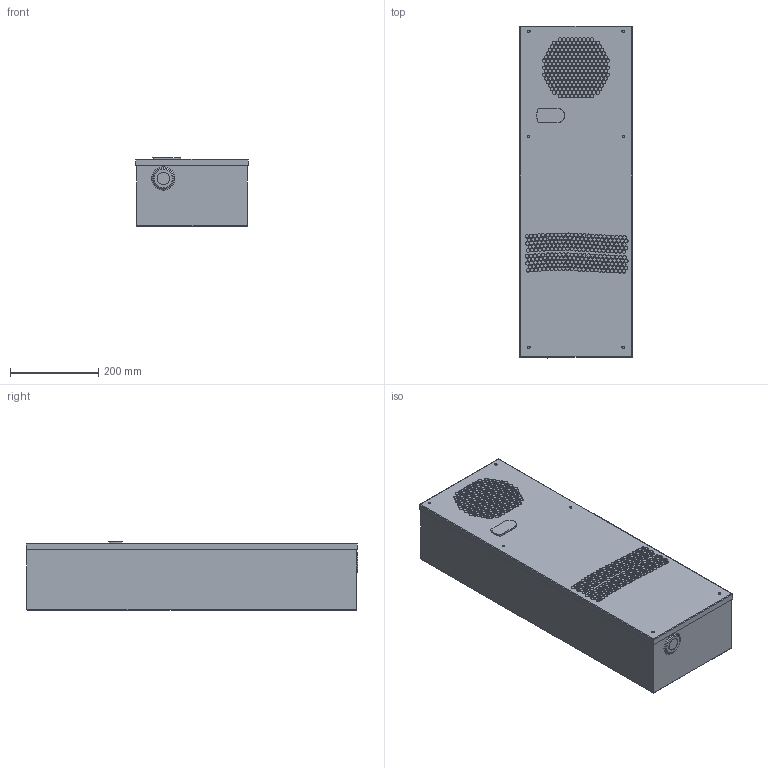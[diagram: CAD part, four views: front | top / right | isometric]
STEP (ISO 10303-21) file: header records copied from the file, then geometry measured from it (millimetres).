
FILE_DESCRIPTION (( 'STEP AP214' ), '1' );
FILE_NAME ('SCE-HE08W120V.STEP', '2024-03-27T12:57:29', ( '' ), ( '' ), 'SwSTEP 2.0', 'SolidWorks 2023', '' );
FILE_SCHEMA (( 'AUTOMOTIVE_DESIGN' ));
Length unit declared in the file: inch
Products named in the file (1): SCE-HE08W120V
Bounding box: 254 x 751 x 155.06 mm (x, y, z)
Volume: 28287836.3 mm3; surface area: 692436.6 mm2
Topology: 1 solids, 1 shells, 1111 faces, 1761 edges, 1171 vertices
Faces by surface type: plane 591, cylinder 517, torus 2, cone 1
Full cylindrical faces by diameter (mm): 4.5 x7, 5.5 x6, 8 x491, 28.5 x1
Entity records: 23103 total; most frequent: DIRECTION 4490, CARTESIAN_POINT 3558, ORIENTED_EDGE 2504, EDGE_LOOP 2138, AXIS2_PLACEMENT_3D 2134, FACE_OUTER_BOUND 1618, EDGE_CURVE 1252, VERTEX_POINT 1170
